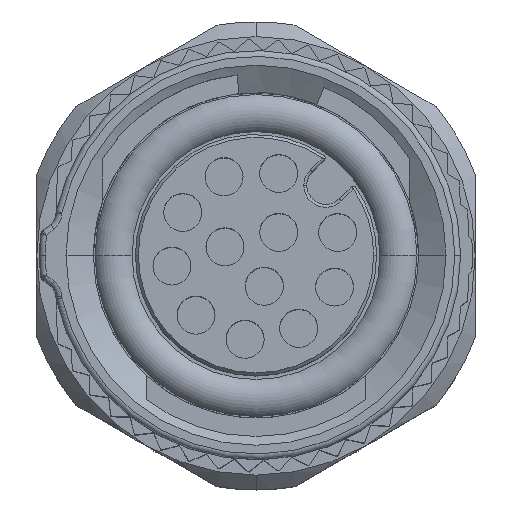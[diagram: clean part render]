
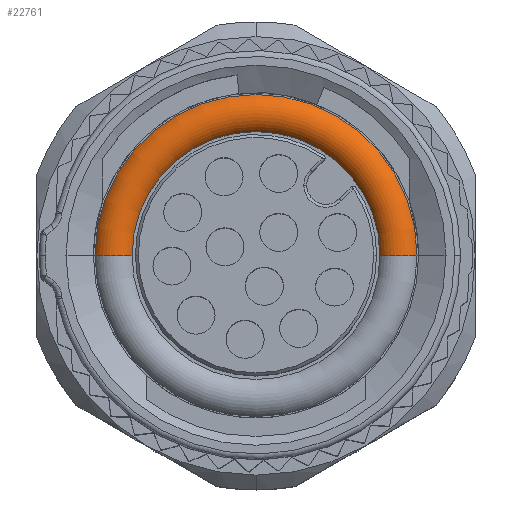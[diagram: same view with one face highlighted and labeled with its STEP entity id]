
A CAD part, top view. The second image highlights one B-rep face of the part: STEP entity #22761.
In plain terms, the highlighted toroidal (fillet/blend) face has major radius 4.875 mm and minor radius 0.75 mm.
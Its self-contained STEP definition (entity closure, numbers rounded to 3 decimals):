
#19142=CARTESIAN_POINT('',(-5.509,0.,10.55));
#19143=VERTEX_POINT('',#19142);
#19144=CARTESIAN_POINT('',(5.509,0.,10.55));
#19145=VERTEX_POINT('',#19144);
#19153=CARTESIAN_POINT('',(4.241,0.,10.55));
#19154=VERTEX_POINT('',#19153);
#19155=CARTESIAN_POINT('',(4.875,0.,10.15));
#19156=DIRECTION('',(-0.,1.,0.));
#19157=DIRECTION('',(1.,0.,0.));
#19158=AXIS2_PLACEMENT_3D('',#19155,#19156,#19157);
#19159=CIRCLE('',#19158,0.75);
#19160=EDGE_CURVE('',#19154,#19145,#19159,.T.);
#19162=CARTESIAN_POINT('',(-4.241,0.,10.55));
#19163=VERTEX_POINT('',#19162);
#19171=CARTESIAN_POINT('',(-4.875,0.,10.15));
#19172=DIRECTION('',(0.,-1.,0.));
#19173=DIRECTION('',(-1.,0.,0.));
#19174=AXIS2_PLACEMENT_3D('',#19171,#19172,#19173);
#19175=CIRCLE('',#19174,0.75);
#19176=EDGE_CURVE('',#19163,#19143,#19175,.T.);
#20797=CARTESIAN_POINT('',(0.,0.,10.55));
#20798=DIRECTION('',(-0.,-0.,1.));
#20799=DIRECTION('',(1.,0.,0.));
#20800=AXIS2_PLACEMENT_3D('',#20797,#20798,#20799);
#20801=CIRCLE('',#20800,5.509);
#20802=EDGE_CURVE('',#19145,#19143,#20801,.T.);
#20861=CARTESIAN_POINT('',(0.,0.,10.55));
#20862=DIRECTION('',(0.,0.,1.));
#20863=DIRECTION('',(1.,0.,-0.));
#20864=AXIS2_PLACEMENT_3D('',#20861,#20862,#20863);
#20865=CIRCLE('',#20864,4.241);
#20866=EDGE_CURVE('',#19154,#19163,#20865,.T.);
#22750=CARTESIAN_POINT('',(0.,0.,10.15));
#22751=DIRECTION('',(0.,0.,1.));
#22752=DIRECTION('',(1.,0.,-0.));
#22753=AXIS2_PLACEMENT_3D('',#22750,#22751,#22752);
#22754=TOROIDAL_SURFACE('',#22753,4.875,0.75);
#22755=ORIENTED_EDGE('',*,*,#19176,.F.);
#22756=ORIENTED_EDGE('',*,*,#20866,.F.);
#22757=ORIENTED_EDGE('',*,*,#19160,.T.);
#22758=ORIENTED_EDGE('',*,*,#20802,.T.);
#22759=EDGE_LOOP('',(#22755,#22756,#22757,#22758));
#22760=FACE_BOUND('',#22759,.T.);
#22761=ADVANCED_FACE('',(#22760),#22754,.T.);
